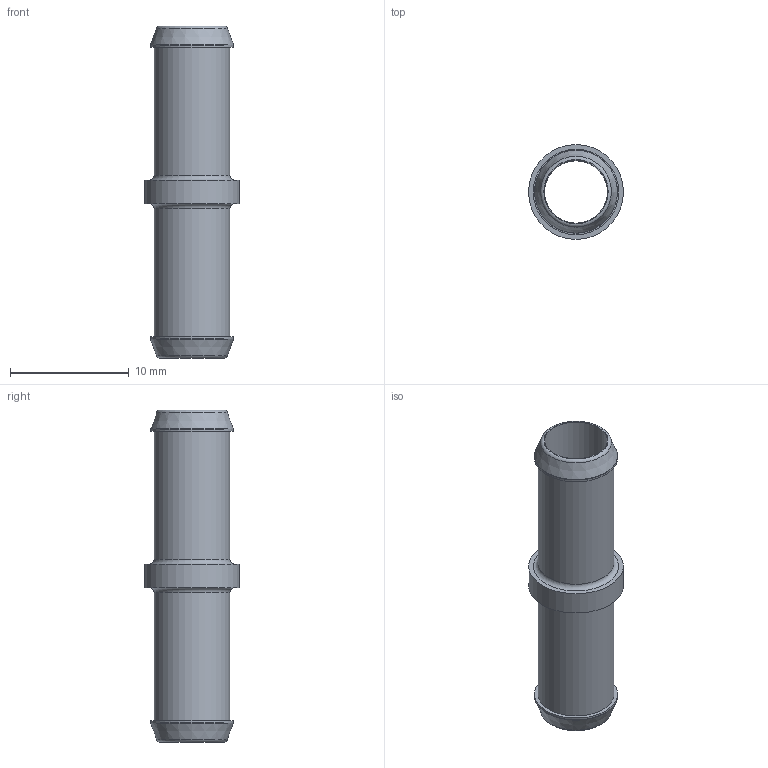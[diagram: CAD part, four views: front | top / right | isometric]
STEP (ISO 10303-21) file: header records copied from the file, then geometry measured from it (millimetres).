
FILE_DESCRIPTION(/* description */ ('STEP AP214'),/* implementation_level */ '2;1');
FILE_NAME(/* name */ '7605_RTU-PK-6_6',/* time_stamp */ '2024-09-14T22:25:55+02:00',/* author */ ('License CC BY-ND 4.0'),/* organization */ ('CADENAS'),/* preprocessor_version */ 'ST-DEVELOPER v19.3',/* originating_system */ 'PARTsolutions',/* authorisation */ ' ');
FILE_SCHEMA (('AUTOMOTIVE_DESIGN {1 0 10303 214 3 1 1}'));
Length unit declared in the file: millimetre
Products named in the file (1): 7605 RTU-PK-6/6
Bounding box: 8 x 8 x 28 mm (x, y, z)
Volume: 323.7 mm3; surface area: 1093.7 mm2
Topology: 1 solids, 1 shells, 20 faces, 34 edges, 20 vertices
Faces by surface type: torus 6, plane 6, cylinder 6, cone 2
Full cylindrical faces by diameter (mm): 5.3 x1, 6.4 x2, 7 x2, 8 x1
Entity records: 438 total; most frequent: DIRECTION 82, CARTESIAN_POINT 61, AXIS2_PLACEMENT_3D 41, ORIENTED_EDGE 40, EDGE_LOOP 40, FACE_BOUND 40, EDGE_CURVE 20, VERTEX_POINT 20
